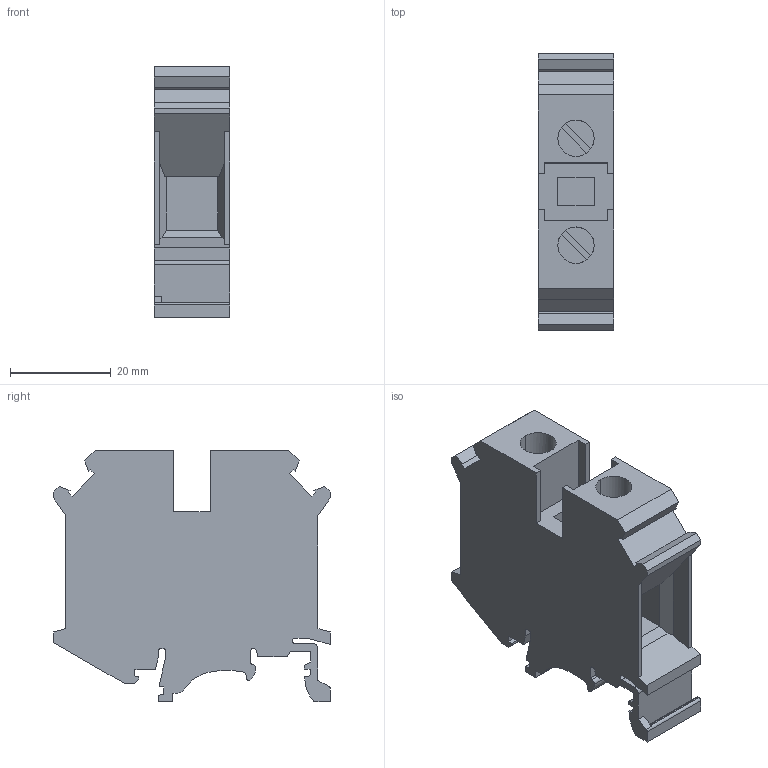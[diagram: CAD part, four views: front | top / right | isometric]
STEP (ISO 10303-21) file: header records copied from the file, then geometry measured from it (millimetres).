
FILE_DESCRIPTION(('Creo Elements/Direct Modeling STEP Export'),'2;1');
FILE_NAME('model.stp','2017-11-25T12:20:50',(''),(''),'Creo Elements/Direct Modeling STEP processor for AP214 (Solid Model)','Creo Elements/Direct Modeling 18.1I 14-Aug-2016 (C) Parametric Technology GmbH','');
FILE_SCHEMA(('AUTOMOTIVE_DESIGN { 1 0 10303 214 1 1 1 1 }'));
Length unit declared in the file: millimetre
Products named in the file (2): UTI_35-select
Assembly tree (1 placements, depth 2):
  UTI_35-select
    UTI_35-select
Bounding box: 15 x 54.92 x 49.8 mm (x, y, z)
Volume: 23500.6 mm3; surface area: 10951.2 mm2
Topology: 1 solids, 1 shells, 145 faces, 416 edges, 276 vertices
Faces by surface type: plane 124, cylinder 21
Entity records: 5813 total; most frequent: ORIENTED_EDGE 832, CARTESIAN_POINT 822, DIRECTION 731, EDGE_CURVE 416, VECTOR 361, LINE 361, VERTEX_POINT 276, AXIS2_PLACEMENT_3D 185
